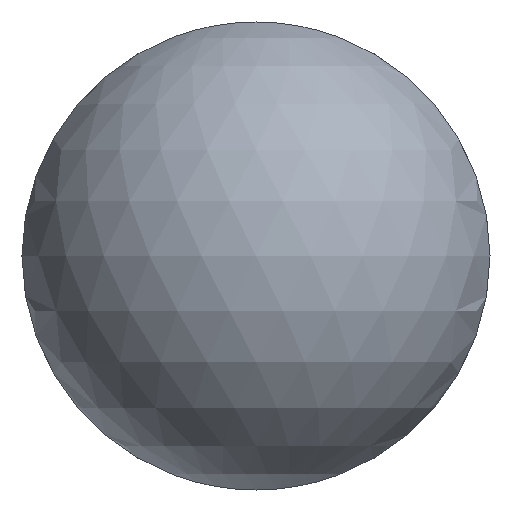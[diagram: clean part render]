
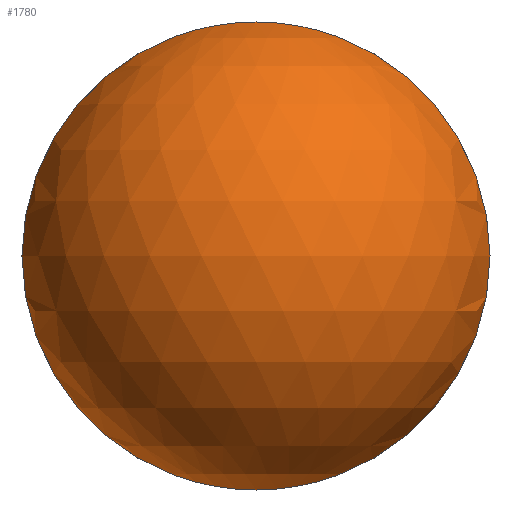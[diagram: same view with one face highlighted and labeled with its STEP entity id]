
A CAD part, front view. The second image highlights one B-rep face of the part: STEP entity #1780.
In plain terms, the highlighted spherical face has radius 19.367 mm.
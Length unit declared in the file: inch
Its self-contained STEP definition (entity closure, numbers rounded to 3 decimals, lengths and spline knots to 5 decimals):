
#13=SPHERICAL_SURFACE($,#2004,0.7625);
#384=FACE_OUTER_BOUND($,#530,.T.);
#530=EDGE_LOOP($,(#1566));
#625=CIRCLE($,#2005,0.75);
#823=VERTEX_POINT($,#4691);
#1091=EDGE_CURVE($,#823,#823,#625,.T.);
#1566=ORIENTED_EDGE($,*,*,#1091,.F.);
#1780=ADVANCED_FACE($,(#384),#13,.T.);
#2004=AXIS2_PLACEMENT_3D($,#4690,#2454,#2455);
#2005=AXIS2_PLACEMENT_3D($,#4692,#2456,#2457);
#2454=DIRECTION('center_axis',(0.,0.,1.));
#2455=DIRECTION('ref_axis',(1.,0.,0.));
#2456=DIRECTION('center_axis',(0.,1.,0.));
#2457=DIRECTION('ref_axis',(1.,0.,0.));
#4690=CARTESIAN_POINT('Origin',(0.,-1.2375,0.));
#4691=CARTESIAN_POINT('',(0.,-1.375,0.75));
#4692=CARTESIAN_POINT('Origin',(0.,-1.375,0.));
